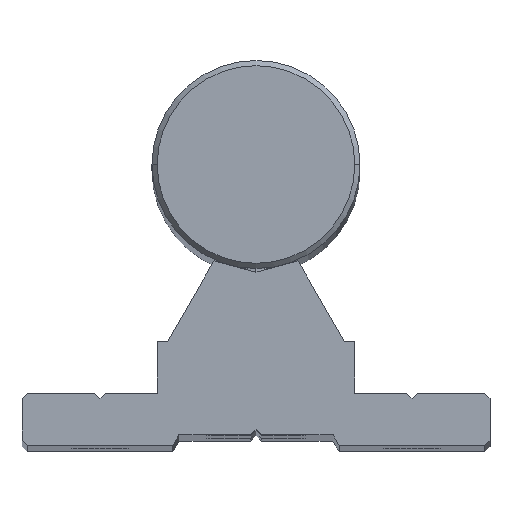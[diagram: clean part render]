
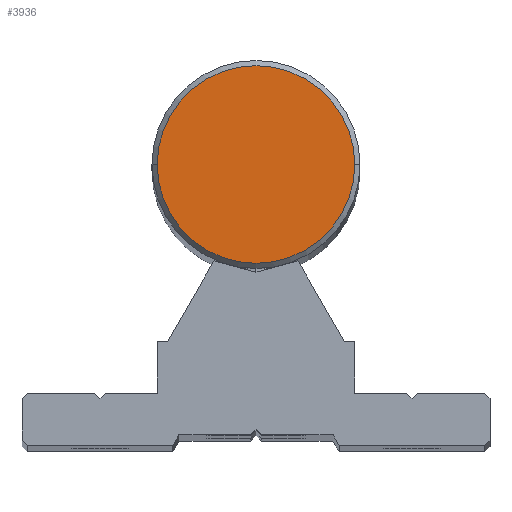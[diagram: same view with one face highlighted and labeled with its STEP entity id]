
A CAD part, top view. The second image highlights one B-rep face of the part: STEP entity #3936.
In plain terms, the highlighted planar face has unit normal (0, 0, 1).
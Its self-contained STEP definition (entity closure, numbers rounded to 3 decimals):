
#216 = EDGE_CURVE ( 'NONE', #1111, #4318, #3724, .T. ) ;
#339 = DIRECTION ( 'NONE',  ( 0., 0., 1. ) ) ;
#736 = DIRECTION ( 'NONE',  ( 1., 0., 0. ) ) ;
#815 = CARTESIAN_POINT ( 'NONE',  ( -9.5, 0., 695. ) ) ;
#850 = AXIS2_PLACEMENT_3D ( 'NONE', #2126, #3136, #3179 ) ;
#897 = CARTESIAN_POINT ( 'NONE',  ( 9.5, 0., 695. ) ) ;
#1111 = VERTEX_POINT ( 'NONE', #897 ) ;
#1180 = ORIENTED_EDGE ( 'NONE', *, *, #216, .T. ) ;
#1263 = CARTESIAN_POINT ( 'NONE',  ( 0., 0., 695. ) ) ;
#1267 = CARTESIAN_POINT ( 'NONE',  ( 0., 0., 695. ) ) ;
#1797 = PLANE ( 'NONE',  #2546 ) ;
#2126 = CARTESIAN_POINT ( 'NONE',  ( 0., 0., 695. ) ) ;
#2546 = AXIS2_PLACEMENT_3D ( 'NONE', #1263, #339, #6305 ) ;
#3136 = DIRECTION ( 'NONE',  ( 0., 0., 1. ) ) ;
#3179 = DIRECTION ( 'NONE',  ( 1., 0., 0. ) ) ;
#3724 = CIRCLE ( 'NONE', #850, 9.5 ) ;
#3936 = ADVANCED_FACE ( 'NONE', ( #4412 ), #1797, .T. ) ;
#4318 = VERTEX_POINT ( 'NONE', #815 ) ;
#4338 = AXIS2_PLACEMENT_3D ( 'NONE', #1267, #5205, #736 ) ;
#4412 = FACE_OUTER_BOUND ( 'NONE', #4526, .T. ) ;
#4526 = EDGE_LOOP ( 'NONE', ( #4624, #1180 ) ) ;
#4624 = ORIENTED_EDGE ( 'NONE', *, *, #5596, .T. ) ;
#4856 = CIRCLE ( 'NONE', #4338, 9.5 ) ;
#5205 = DIRECTION ( 'NONE',  ( 0., 0., 1. ) ) ;
#5596 = EDGE_CURVE ( 'NONE', #4318, #1111, #4856, .T. ) ;
#6305 = DIRECTION ( 'NONE',  ( 1., 0., 0. ) ) ;
